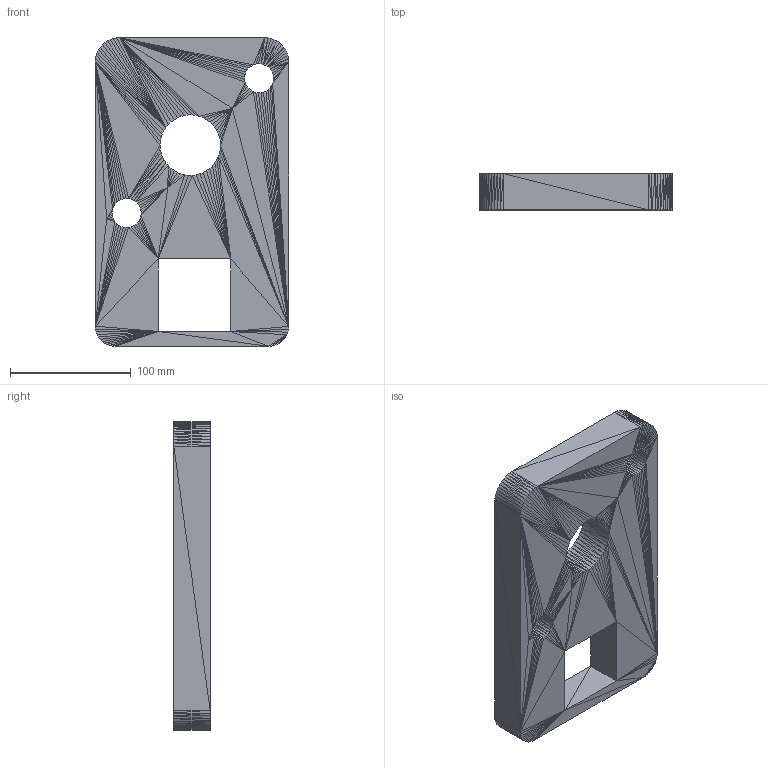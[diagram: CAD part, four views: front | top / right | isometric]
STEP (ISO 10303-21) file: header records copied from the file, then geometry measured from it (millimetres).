
FILE_DESCRIPTION(('FreeCAD Model'),'2;1');
FILE_NAME('Momentum_Main_Plate_160X200.step','2019-11-15T02:52:49',('Author'),(''), 'Open CASCADE STEP processor 7.3','FreeCAD','Unknown');
FILE_SCHEMA(('AUTOMOTIVE_DESIGN { 1 0 10303 214 1 1 1 1 }'));
Length unit declared in the file: millimetre
Products named in the file (1): Momentum_Main_Plate_160X200_001
Bounding box: 160 x 30 x 255.09 mm (x, y, z)
Surface area: 108523.4 mm2 (no closed solid volume)
Topology: 0 solids, 1 shells, 718 faces, 1077 edges, 353 vertices
Faces by surface type: plane 718
Entity records: 26942 total; most frequent: CARTESIAN_POINT 5380, DIRECTION 3592, ORIENTED_EDGE 2154, LINE 2154, VECTOR 2154, PCURVE 2154, DEFINITIONAL_REPRESENTATION 2154, EDGE_CURVE 1077
